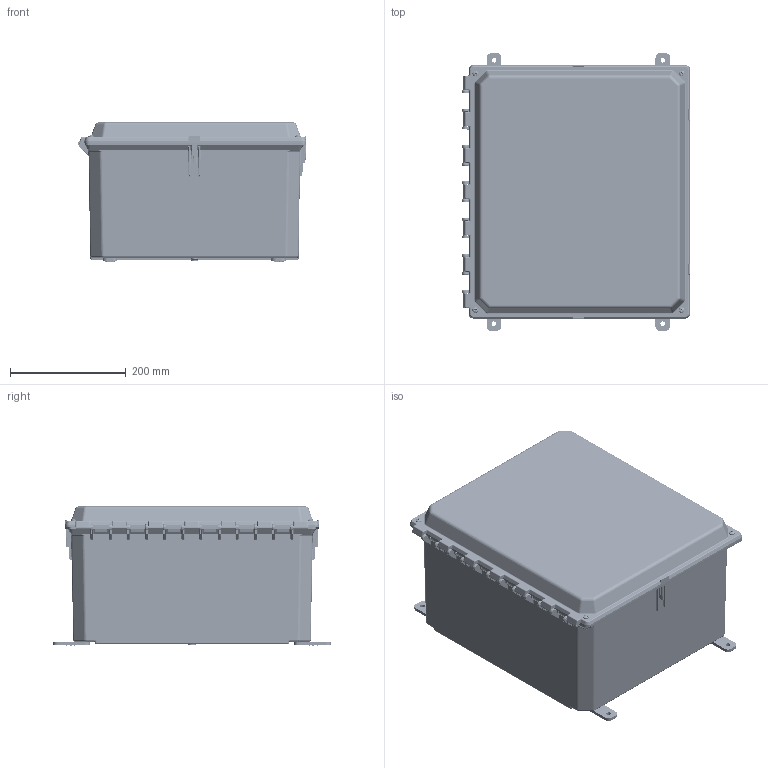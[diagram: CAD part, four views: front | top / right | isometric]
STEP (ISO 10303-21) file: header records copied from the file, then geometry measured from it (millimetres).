
FILE_DESCRIPTION (( 'STEP AP203' ), '1' );
FILE_NAME ('AMP1648.step', '2017-04-21T19:11:02', ( '' ), ( '' ), 'SwSTEP 2.0', 'SolidWorks 2017', '' );
FILE_SCHEMA (( 'CONFIG_CONTROL_DESIGN' ));
Length unit declared in the file: inch
Products named in the file (15): 2428001; CAD-001622; 55-1032516_PreviewCfg; 70-60250; AMP1648; 70-60825-2; WP1648B; WP1648BI14; 70-006ORING; WGP164C; 55-103212316; WP1648C; CAD-002552; 3162001_Long_Snap; 55-103275316_PreviewCfg
Assembly tree (43 placements, depth 4):
  AMP1648
    55-103275316_PreviewCfg  x4
    70-006ORING  x5
    2428001  x4
    55-103212316  x4
    70-60825-2
    55-1032516_PreviewCfg  x4
    WP1648BI14
      WP1648B
        3162001_Long_Snap
      70-60250  x14
    WGP164C
      WP1648C
        CAD-001622
      CAD-002552
Bounding box: 393.8 x 479.4 x 240.21 mm (x, y, z)
Volume: 3581643.6 mm3; surface area: 1723950.4 mm2
Topology: 39 solids, 39 shells, 5991 faces, 15362 edges, 9598 vertices
Faces by surface type: plane 1940, cylinder 1936, cone 1042, bspline 560, torus 299, sphere 214
Entity records: 124541 total; most frequent: CARTESIAN_POINT 37733, ORIENTED_EDGE 18552, DIRECTION 16999, EDGE_CURVE 9276, AXIS2_PLACEMENT_3D 6088, VERTEX_POINT 5687, LINE 4823, VECTOR 4823
